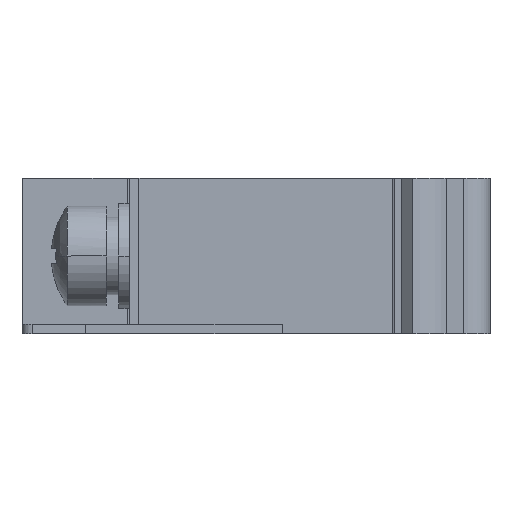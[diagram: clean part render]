
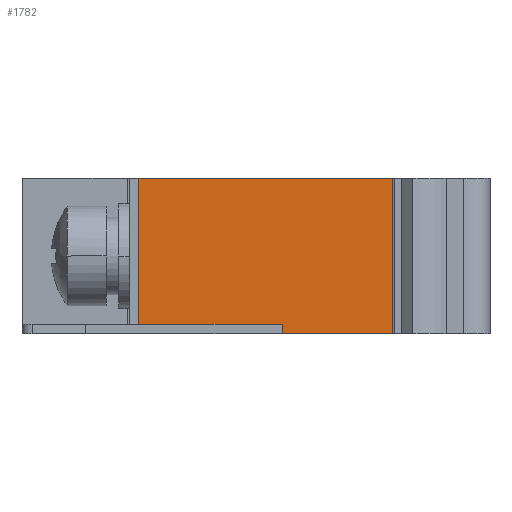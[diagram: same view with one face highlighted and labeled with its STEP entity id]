
A CAD part, left-side view. The second image highlights one B-rep face of the part: STEP entity #1782.
In plain terms, the highlighted planar face has unit normal (-1, 0, 0).
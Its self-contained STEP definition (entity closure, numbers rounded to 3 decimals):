
#24=DIRECTION('',(0.,-1.,0.));
#25=VECTOR('',#24,11.3);
#26=CARTESIAN_POINT('',(-21.5,-2.7,-8.));
#27=LINE('',#26,#25);
#169=DIRECTION('',(0.,0.,1.));
#170=VECTOR('',#169,1.);
#171=CARTESIAN_POINT('',(-21.5,-2.7,-8.));
#172=LINE('',#171,#170);
#173=DIRECTION('',(0.,-1.,0.));
#174=VECTOR('',#173,26.);
#175=CARTESIAN_POINT('',(-21.5,12.,8.));
#176=LINE('',#175,#174);
#201=DIRECTION('',(0.,1.,0.));
#202=VECTOR('',#201,14.7);
#203=CARTESIAN_POINT('',(-21.5,-2.7,-7.));
#204=LINE('',#203,#202);
#746=DIRECTION('',(0.,0.,1.));
#747=VECTOR('',#746,16.);
#748=CARTESIAN_POINT('',(-21.5,-14.,-8.));
#749=LINE('',#748,#747);
#750=DIRECTION('',(0.,0.,-1.));
#751=VECTOR('',#750,15.);
#752=CARTESIAN_POINT('',(-21.5,12.,8.));
#753=LINE('',#752,#751);
#1314=CARTESIAN_POINT('',(-21.5,-14.,8.));
#1316=VERTEX_POINT('',#1314);
#1354=CARTESIAN_POINT('',(-21.5,-2.7,-8.));
#1355=CARTESIAN_POINT('',(-21.5,-14.,-8.));
#1356=VERTEX_POINT('',#1354);
#1357=VERTEX_POINT('',#1355);
#1460=CARTESIAN_POINT('',(-21.5,12.,-7.));
#1462=VERTEX_POINT('',#1460);
#1503=CARTESIAN_POINT('',(-21.5,-2.7,-7.));
#1505=VERTEX_POINT('',#1503);
#1532=CARTESIAN_POINT('',(-21.5,12.,8.));
#1534=VERTEX_POINT('',#1532);
#1764=CARTESIAN_POINT('',(-21.5,-2.7,-10.));
#1765=DIRECTION('',(-1.,0.,0.));
#1766=DIRECTION('',(0.,-1.,0.));
#1767=AXIS2_PLACEMENT_3D('',#1764,#1765,#1766);
#1768=PLANE('',#1767);
#1770=ORIENTED_EDGE('',*,*,#1769,.T.);
#1772=ORIENTED_EDGE('',*,*,#1771,.T.);
#1774=ORIENTED_EDGE('',*,*,#1773,.F.);
#1776=ORIENTED_EDGE('',*,*,#1775,.T.);
#1778=ORIENTED_EDGE('',*,*,#1777,.F.);
#1779=ORIENTED_EDGE('',*,*,#1687,.F.);
#1780=EDGE_LOOP('',(#1770,#1772,#1774,#1776,#1778,#1779));
#1781=FACE_OUTER_BOUND('',#1780,.F.);
#1687=EDGE_CURVE('',#1356,#1357,#27,.T.);
#1769=EDGE_CURVE('',#1356,#1505,#172,.T.);
#1771=EDGE_CURVE('',#1505,#1462,#204,.T.);
#1773=EDGE_CURVE('',#1534,#1462,#753,.T.);
#1775=EDGE_CURVE('',#1534,#1316,#176,.T.);
#1777=EDGE_CURVE('',#1357,#1316,#749,.T.);
#1782=ADVANCED_FACE('',(#1781),#1768,.T.);
